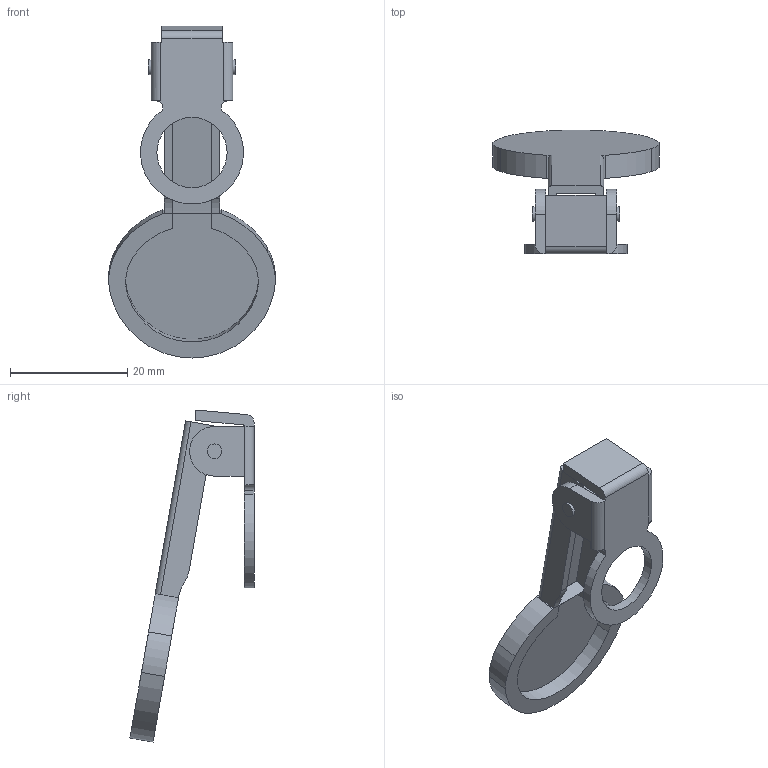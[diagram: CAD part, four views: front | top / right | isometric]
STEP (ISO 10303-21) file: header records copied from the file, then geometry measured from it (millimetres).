
FILE_DESCRIPTION( ( 'STEP AP203' ), '1' );
FILE_NAME( '34T.stp', '2020-04-23T09:11:46', ( 'License CC BY-ND 4.0' ), ( 'CADENAS' ), ' ', 'PARTsolutions', ' ' );
FILE_SCHEMA( ( 'CONFIG_CONTROL_DESIGN' ) );
Length unit declared in the file: millimetre
Products named in the file (1): _34T
Bounding box: 28.38 x 21.19 x 56.69 mm (x, y, z)
Volume: 3007.5 mm3; surface area: 4227.6 mm2
Topology: 1 solids, 1 shells, 75 faces, 201 edges, 133 vertices
Faces by surface type: plane 42, cylinder 33
Full cylindrical faces by diameter (mm): 2.5 x5, 12 x1
Entity records: 2378 total; most frequent: DIRECTION 416, CARTESIAN_POINT 402, ORIENTED_EDGE 388, EDGE_CURVE 194, AXIS2_PLACEMENT_3D 146, VERTEX_POINT 132, LINE 124, VECTOR 124
